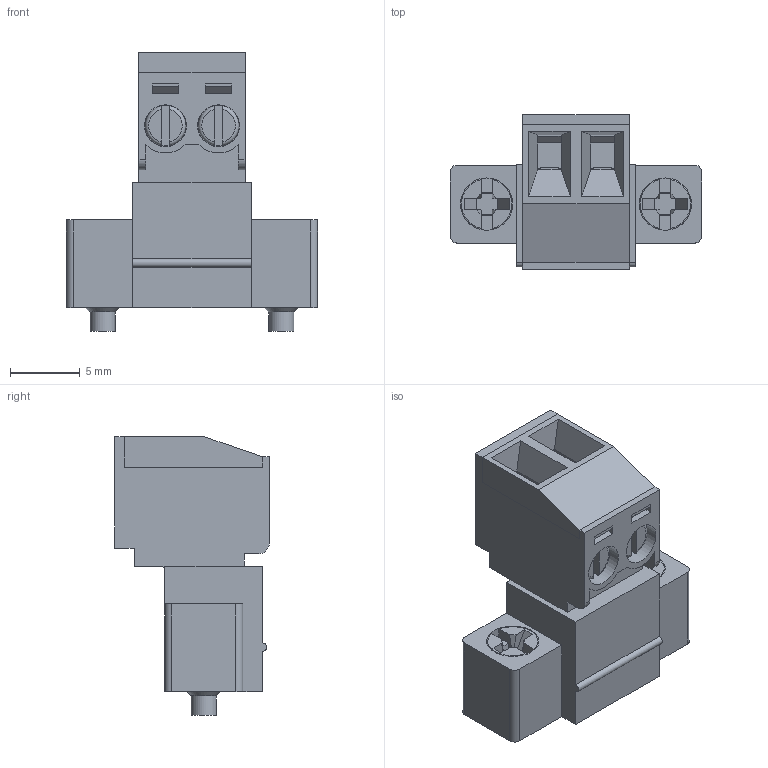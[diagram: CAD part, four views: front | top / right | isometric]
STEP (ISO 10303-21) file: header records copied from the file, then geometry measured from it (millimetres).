
FILE_DESCRIPTION( ( 'Unknown' ), '1' );
FILE_NAME( '691349340002.stp', 'Unknown', ( 'Unknown' ), ( 'Unknown' ), 'PSStep 18.0.17', 'Unknown', ' ' );
FILE_SCHEMA( ( 'AUTOMOTIVE_DESIGN { 1 0 10303 214 1 1 1 1 }' ) );
Length unit declared in the file: millimetre
Products named in the file (7): Assem1; 691348300002_CAPOT; 6913483000xx_Cage; 6913483000xx_Pin; 6913483000xx_vis; 6913493400xx_VisFlange; 691349340002
Assembly tree (10 placements, depth 2):
  Assem1
    691348300002_CAPOT
    6913483000xx_Cage  x2
    6913483000xx_Pin  x2
    6913483000xx_vis  x2
    6913493400xx_VisFlange  x2
    691349340002
Bounding box: 18 x 11.1 x 20 mm (x, y, z)
Volume: 1044.3 mm3; surface area: 2888.5 mm2
Topology: 10 solids, 10 shells, 430 faces, 1139 edges, 749 vertices
Faces by surface type: plane 358, cylinder 56, torus 14, cone 2
Full cylindrical faces by diameter (mm): 1.45 x2, 1.6 x2, 1.8 x2, 1.9 x4, 2 x2, 2.45 x2, 2.6 x2, 2.9 x2, 3 x2, 3.75 x2, 3.8 x2
Entity records: 13478 total; most frequent: CARTESIAN_POINT 1947, ORIENTED_EDGE 1794, DIRECTION 1706, EDGE_CURVE 897, LINE 774, VECTOR 774, VERTEX_POINT 603, AXIS2_PLACEMENT_3D 466
